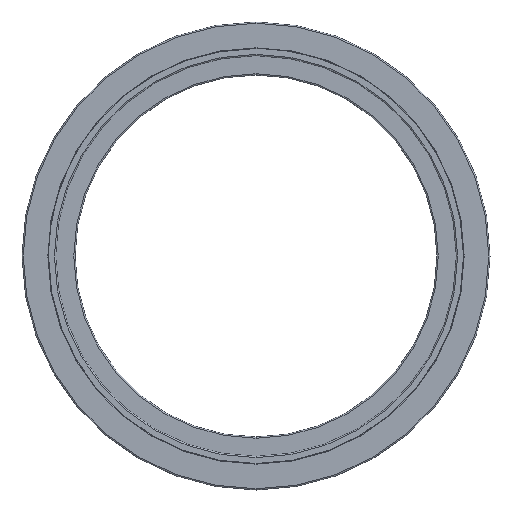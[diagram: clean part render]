
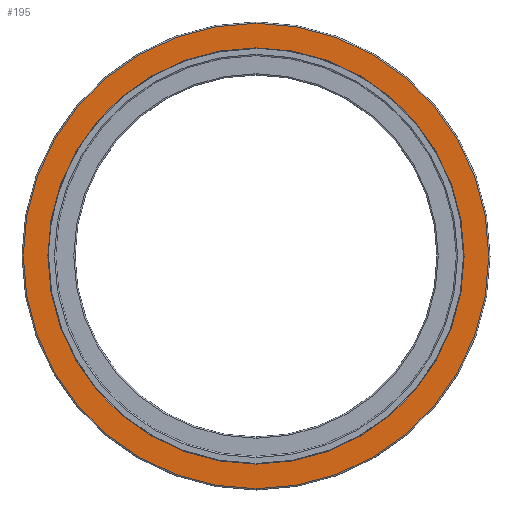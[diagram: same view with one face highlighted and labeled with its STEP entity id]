
A CAD part, left-side view. The second image highlights one B-rep face of the part: STEP entity #195.
In plain terms, the highlighted planar face has unit normal (-1, 0, 0).
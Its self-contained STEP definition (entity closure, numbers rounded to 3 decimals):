
#110 = DIRECTION ( 'NONE',  ( -1., 0., 0. ) ) ;
#195 = ADVANCED_FACE ( 'NONE', ( #11668, #9529 ), #8746, .F. ) ;
#309 = CARTESIAN_POINT ( 'NONE',  ( 0., 0., 373. ) ) ;
#521 = CARTESIAN_POINT ( 'NONE',  ( 0., 0., 0. ) ) ;
#1043 = AXIS2_PLACEMENT_3D ( 'NONE', #5595, #110, #6527 ) ;
#1152 = EDGE_CURVE ( 'NONE', #4216, #6308, #8217, .T. ) ;
#1350 = CARTESIAN_POINT ( 'NONE',  ( 0., 0., 333.5 ) ) ;
#1458 = DIRECTION ( 'NONE',  ( 0., 0., -1. ) ) ;
#2322 = CIRCLE ( 'NONE', #6878, 373. ) ;
#2332 = AXIS2_PLACEMENT_3D ( 'NONE', #6900, #3237, #9662 ) ;
#2764 = ORIENTED_EDGE ( 'NONE', *, *, #1152, .F. ) ;
#3237 = DIRECTION ( 'NONE',  ( 1., 0., 0. ) ) ;
#3241 = AXIS2_PLACEMENT_3D ( 'NONE', #4818, #11249, #5750 ) ;
#3623 = DIRECTION ( 'NONE',  ( -1., 0., 0. ) ) ;
#3701 = AXIS2_PLACEMENT_3D ( 'NONE', #9129, #3623, #10048 ) ;
#4216 = VERTEX_POINT ( 'NONE', #11300 ) ;
#4226 = VERTEX_POINT ( 'NONE', #309 ) ;
#4818 = CARTESIAN_POINT ( 'NONE',  ( 0., 0., 0. ) ) ;
#5193 = ORIENTED_EDGE ( 'NONE', *, *, #9472, .F. ) ;
#5559 = VERTEX_POINT ( 'NONE', #6969 ) ;
#5595 = CARTESIAN_POINT ( 'NONE',  ( 0., 0., 0. ) ) ;
#5750 = DIRECTION ( 'NONE',  ( 0., 0., -1. ) ) ;
#5818 = EDGE_LOOP ( 'NONE', ( #10098, #5193 ) ) ;
#6308 = VERTEX_POINT ( 'NONE', #1350 ) ;
#6527 = DIRECTION ( 'NONE',  ( 0., 0., -1. ) ) ;
#6878 = AXIS2_PLACEMENT_3D ( 'NONE', #521, #6937, #1458 ) ;
#6900 = CARTESIAN_POINT ( 'NONE',  ( 0., 0., 0. ) ) ;
#6937 = DIRECTION ( 'NONE',  ( 1., 0., 0. ) ) ;
#6969 = CARTESIAN_POINT ( 'NONE',  ( 0., 0., -373. ) ) ;
#7168 = EDGE_CURVE ( 'NONE', #6308, #4216, #8466, .T. ) ;
#8217 = CIRCLE ( 'NONE', #1043, 333.5 ) ;
#8328 = EDGE_CURVE ( 'NONE', #5559, #4226, #10798, .T. ) ;
#8466 = CIRCLE ( 'NONE', #3701, 333.5 ) ;
#8746 = PLANE ( 'NONE',  #2332 ) ;
#9129 = CARTESIAN_POINT ( 'NONE',  ( 0., 0., 0. ) ) ;
#9472 = EDGE_CURVE ( 'NONE', #4226, #5559, #2322, .T. ) ;
#9529 = FACE_BOUND ( 'NONE', #11098, .T. ) ;
#9662 = DIRECTION ( 'NONE',  ( 0., 0., -1. ) ) ;
#10048 = DIRECTION ( 'NONE',  ( 0., 0., -1. ) ) ;
#10098 = ORIENTED_EDGE ( 'NONE', *, *, #8328, .F. ) ;
#10798 = CIRCLE ( 'NONE', #3241, 373. ) ;
#11047 = ORIENTED_EDGE ( 'NONE', *, *, #7168, .F. ) ;
#11098 = EDGE_LOOP ( 'NONE', ( #2764, #11047 ) ) ;
#11249 = DIRECTION ( 'NONE',  ( 1., 0., 0. ) ) ;
#11300 = CARTESIAN_POINT ( 'NONE',  ( 0., 0., -333.5 ) ) ;
#11668 = FACE_OUTER_BOUND ( 'NONE', #5818, .T. ) ;
